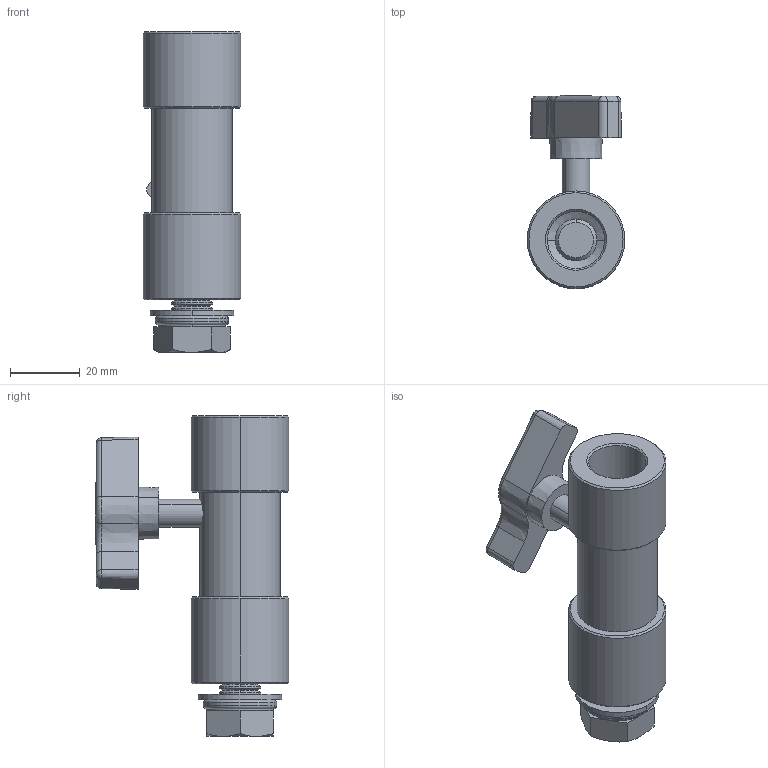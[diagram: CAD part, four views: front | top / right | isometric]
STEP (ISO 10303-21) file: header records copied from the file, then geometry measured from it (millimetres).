
FILE_DESCRIPTION (( 'STEP AP203' ), '1' );
FILE_NAME ('T74308.STEP', '2018-09-05T14:53:44', ( '' ), ( '' ), 'SwSTEP 2.0', 'SolidWorks 2016', '' );
FILE_SCHEMA (( 'CONFIG_CONTROL_DESIGN' ));
Length unit declared in the file: millimetre
Products named in the file (6): T74308; Doughty Knob_S0116; TH1489; B Washer_Bright washer BS 4320 - M12 (Form B); Single Coil Rectangular Section Spring Washer_Doughty Fastners_Rectangular section spring washer BS 4464 - 12 (Type B); Hex Bolt_ISO 4016 - M12 x 35 x 35-WS
Assembly tree (5 placements, depth 2):
  T74308
    TH1489
    B Washer_Bright washer BS 4320 - M12 (Form B)
    Single Coil Rectangular Section Spring Washer_Doughty Fastners_Rectangular section spring washer BS 4464 - 12 (Type B)
    Hex Bolt_ISO 4016 - M12 x 35 x 35-WS
    Doughty Knob_S0116
Bounding box: 28 x 55.55 x 92.05 mm (x, y, z)
Volume: 42434.1 mm3; surface area: 18373.7 mm2
Topology: 5 solids, 5 shells, 311 faces, 771 edges, 486 vertices
Faces by surface type: cone 108, cylinder 100, plane 91, torus 12
Entity records: 10139 total; most frequent: CARTESIAN_POINT 1838, DIRECTION 1753, ORIENTED_EDGE 1542, EDGE_CURVE 771, AXIS2_PLACEMENT_3D 687, VERTEX_POINT 486, LINE 379, VECTOR 379
